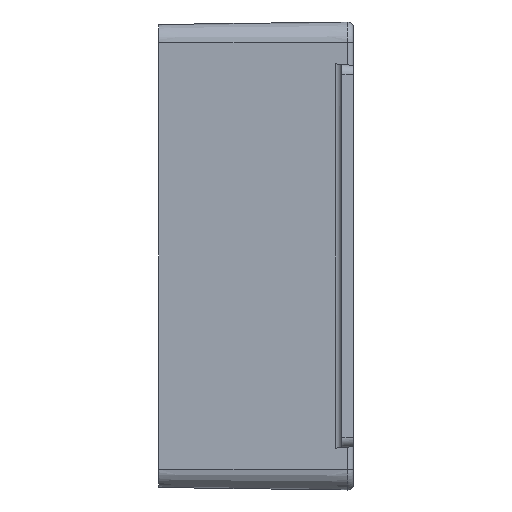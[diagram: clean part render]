
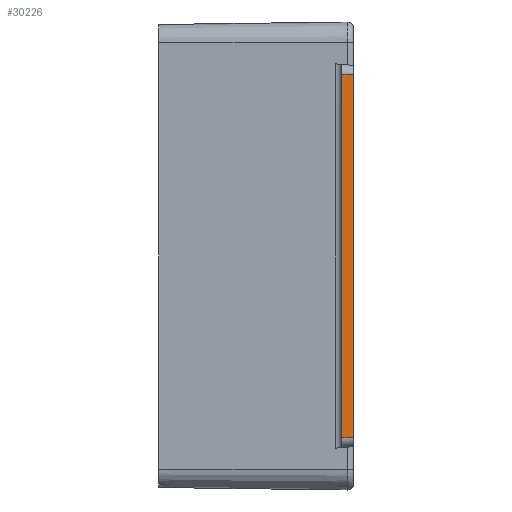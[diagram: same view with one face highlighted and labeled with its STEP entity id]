
A CAD part, left-side view. The second image highlights one B-rep face of the part: STEP entity #30226.
In plain terms, the highlighted planar face has unit normal (-0.996, -0.087, 0).
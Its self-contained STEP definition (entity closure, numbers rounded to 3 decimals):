
#20956 = PLANE('',#20957);
#20957 = AXIS2_PLACEMENT_3D('',#20958,#20959,#20960);
#20958 = CARTESIAN_POINT('',(-101.,0.,-50.));
#20959 = DIRECTION('',(0.,1.,0.));
#20960 = DIRECTION('',(0.,0.,1.));
#26626 = EDGE_CURVE('',#26627,#26629,#26631,.T.);
#26627 = VERTEX_POINT('',#26628);
#26628 = CARTESIAN_POINT('',(-100.738,0.,-47.247));
#26629 = VERTEX_POINT('',#26630);
#26630 = CARTESIAN_POINT('',(-100.738,0.,47.247));
#26631 = SURFACE_CURVE('',#26632,(#26636,#26643),.PCURVE_S1.);
#26632 = LINE('',#26633,#26634);
#26633 = CARTESIAN_POINT('',(-100.738,0.,-50.));
#26634 = VECTOR('',#26635,1.);
#26635 = DIRECTION('',(0.,0.,1.));
#26636 = PCURVE('',#20956,#26637);
#26637 = DEFINITIONAL_REPRESENTATION('',(#26638),#26642);
#26638 = LINE('',#26639,#26640);
#26639 = CARTESIAN_POINT('',(0.,0.262));
#26640 = VECTOR('',#26641,1.);
#26641 = DIRECTION('',(1.,0.));
#26642 = ( GEOMETRIC_REPRESENTATION_CONTEXT(2) 
PARAMETRIC_REPRESENTATION_CONTEXT() REPRESENTATION_CONTEXT('2D SPACE',''
  ) );
#26643 = PCURVE('',#26644,#26649);
#26644 = PLANE('',#26645);
#26645 = AXIS2_PLACEMENT_3D('',#26646,#26647,#26648);
#26646 = CARTESIAN_POINT('',(-101.,3.,-50.));
#26647 = DIRECTION('',(-0.996,-0.087,0.));
#26648 = DIRECTION('',(0.087,-0.996,0.));
#26649 = DEFINITIONAL_REPRESENTATION('',(#26650),#26654);
#26650 = LINE('',#26651,#26652);
#26651 = CARTESIAN_POINT('',(3.011,0.));
#26652 = VECTOR('',#26653,1.);
#26653 = DIRECTION('',(0.,1.));
#26654 = ( GEOMETRIC_REPRESENTATION_CONTEXT(2) 
PARAMETRIC_REPRESENTATION_CONTEXT() REPRESENTATION_CONTEXT('2D SPACE',''
  ) );
#26674 = CYLINDRICAL_SURFACE('',#26675,2.5);
#26675 = AXIS2_PLACEMENT_3D('',#26676,#26677,#26678);
#26676 = CARTESIAN_POINT('',(-98.528,3.432,
    47.528));
#26677 = DIRECTION('',(0.087,-0.992,
    -0.087));
#26678 = DIRECTION('',(0.,0.087,-0.996));
#27198 = CYLINDRICAL_SURFACE('',#27199,2.5);
#27199 = AXIS2_PLACEMENT_3D('',#27200,#27201,#27202);
#27200 = CARTESIAN_POINT('',(-98.528,3.432,
    -47.528));
#27201 = DIRECTION('',(0.087,-0.992,
    0.087));
#27202 = DIRECTION('',(0.,-0.087,-0.996));
#28248 = PLANE('',#28249);
#28249 = AXIS2_PLACEMENT_3D('',#28250,#28251,#28252);
#28250 = CARTESIAN_POINT('',(-101.,3.,-50.));
#28251 = DIRECTION('',(0.,1.,0.));
#28252 = DIRECTION('',(0.,0.,1.));
#30226 = ADVANCED_FACE('',(#30227),#26644,.T.);
#30227 = FACE_BOUND('',#30228,.T.);
#30228 = EDGE_LOOP('',(#30229,#30254,#30275,#30276));
#30229 = ORIENTED_EDGE('',*,*,#30230,.F.);
#30230 = EDGE_CURVE('',#30231,#30233,#30235,.T.);
#30231 = VERTEX_POINT('',#30232);
#30232 = CARTESIAN_POINT('',(-101.,3.,-47.51));
#30233 = VERTEX_POINT('',#30234);
#30234 = CARTESIAN_POINT('',(-101.,3.,47.51));
#30235 = SURFACE_CURVE('',#30236,(#30240,#30247),.PCURVE_S1.);
#30236 = LINE('',#30237,#30238);
#30237 = CARTESIAN_POINT('',(-101.,3.,-50.));
#30238 = VECTOR('',#30239,1.);
#30239 = DIRECTION('',(0.,0.,1.));
#30240 = PCURVE('',#26644,#30241);
#30241 = DEFINITIONAL_REPRESENTATION('',(#30242),#30246);
#30242 = LINE('',#30243,#30244);
#30243 = CARTESIAN_POINT('',(0.,0.));
#30244 = VECTOR('',#30245,1.);
#30245 = DIRECTION('',(0.,1.));
#30246 = ( GEOMETRIC_REPRESENTATION_CONTEXT(2) 
PARAMETRIC_REPRESENTATION_CONTEXT() REPRESENTATION_CONTEXT('2D SPACE',''
  ) );
#30247 = PCURVE('',#28248,#30248);
#30248 = DEFINITIONAL_REPRESENTATION('',(#30249),#30253);
#30249 = LINE('',#30250,#30251);
#30250 = CARTESIAN_POINT('',(0.,0.));
#30251 = VECTOR('',#30252,1.);
#30252 = DIRECTION('',(1.,0.));
#30253 = ( GEOMETRIC_REPRESENTATION_CONTEXT(2) 
PARAMETRIC_REPRESENTATION_CONTEXT() REPRESENTATION_CONTEXT('2D SPACE',''
  ) );
#30254 = ORIENTED_EDGE('',*,*,#30255,.T.);
#30255 = EDGE_CURVE('',#30231,#26627,#30256,.T.);
#30256 = SURFACE_CURVE('',#30257,(#30261,#30268),.PCURVE_S1.);
#30257 = LINE('',#30258,#30259);
#30258 = CARTESIAN_POINT('',(-101.019,3.215,
    -47.528));
#30259 = VECTOR('',#30260,1.);
#30260 = DIRECTION('',(0.087,-0.992,
    0.087));
#30261 = PCURVE('',#26644,#30262);
#30262 = DEFINITIONAL_REPRESENTATION('',(#30263),#30267);
#30263 = LINE('',#30264,#30265);
#30264 = CARTESIAN_POINT('',(-0.215,2.472));
#30265 = VECTOR('',#30266,1.);
#30266 = DIRECTION('',(0.996,0.087));
#30267 = ( GEOMETRIC_REPRESENTATION_CONTEXT(2) 
PARAMETRIC_REPRESENTATION_CONTEXT() REPRESENTATION_CONTEXT('2D SPACE',''
  ) );
#30268 = PCURVE('',#27198,#30269);
#30269 = DEFINITIONAL_REPRESENTATION('',(#30270),#30274);
#30270 = LINE('',#30271,#30272);
#30271 = CARTESIAN_POINT('',(4.72,0.));
#30272 = VECTOR('',#30273,1.);
#30273 = DIRECTION('',(0.,1.));
#30274 = ( GEOMETRIC_REPRESENTATION_CONTEXT(2) 
PARAMETRIC_REPRESENTATION_CONTEXT() REPRESENTATION_CONTEXT('2D SPACE',''
  ) );
#30275 = ORIENTED_EDGE('',*,*,#26626,.T.);
#30276 = ORIENTED_EDGE('',*,*,#30277,.T.);
#30277 = EDGE_CURVE('',#26629,#30233,#30278,.T.);
#30278 = SURFACE_CURVE('',#30279,(#30283,#30290),.PCURVE_S1.);
#30279 = LINE('',#30280,#30281);
#30280 = CARTESIAN_POINT('',(-100.265,-5.402,
    46.774));
#30281 = VECTOR('',#30282,1.);
#30282 = DIRECTION('',(-0.087,0.992,
    0.087));
#30283 = PCURVE('',#26644,#30284);
#30284 = DEFINITIONAL_REPRESENTATION('',(#30285),#30289);
#30285 = LINE('',#30286,#30287);
#30286 = CARTESIAN_POINT('',(8.434,96.774));
#30287 = VECTOR('',#30288,1.);
#30288 = DIRECTION('',(-0.996,0.087));
#30289 = ( GEOMETRIC_REPRESENTATION_CONTEXT(2) 
PARAMETRIC_REPRESENTATION_CONTEXT() REPRESENTATION_CONTEXT('2D SPACE',''
  ) );
#30290 = PCURVE('',#26674,#30291);
#30291 = DEFINITIONAL_REPRESENTATION('',(#30292),#30296);
#30292 = LINE('',#30293,#30294);
#30293 = CARTESIAN_POINT('',(4.705,8.683));
#30294 = VECTOR('',#30295,1.);
#30295 = DIRECTION('',(0.,-1.));
#30296 = ( GEOMETRIC_REPRESENTATION_CONTEXT(2) 
PARAMETRIC_REPRESENTATION_CONTEXT() REPRESENTATION_CONTEXT('2D SPACE',''
  ) );
